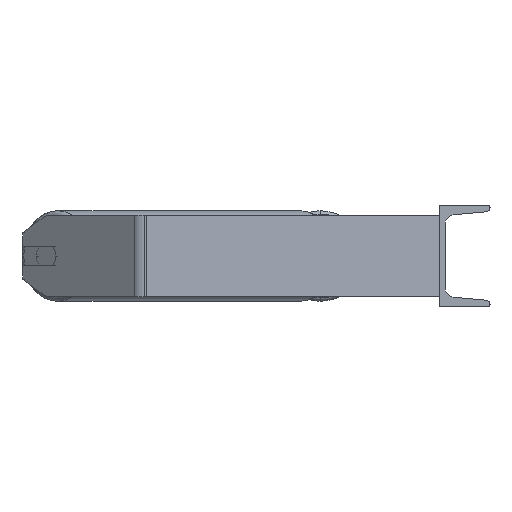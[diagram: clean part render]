
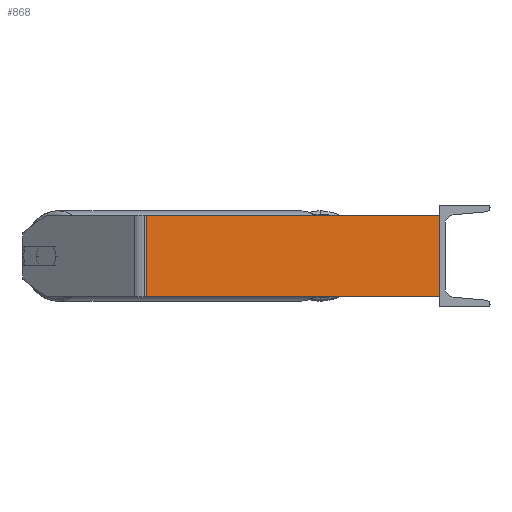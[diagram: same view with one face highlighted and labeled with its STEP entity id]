
A CAD part, left-side view. The second image highlights one B-rep face of the part: STEP entity #868.
In plain terms, the highlighted planar face has unit normal (-0.996, -0.087, 0).
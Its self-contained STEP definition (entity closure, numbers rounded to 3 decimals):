
#252 = CARTESIAN_POINT ( 'NONE',  ( -610.2, 288.041, 40. ) ) ;
#447 = CARTESIAN_POINT ( 'NONE',  ( -585., 0., 40. ) ) ;
#602 = EDGE_CURVE ( 'NONE', #2991, #2078, #3149, .T. ) ;
#812 = CARTESIAN_POINT ( 'NONE',  ( -610.778, 294.643, -40. ) ) ;
#868 = ADVANCED_FACE ( 'NONE', ( #2347 ), #5093, .F. ) ;
#918 = DIRECTION ( 'NONE',  ( -0.087, 0.996, 0. ) ) ;
#1335 = VERTEX_POINT ( 'NONE', #3648 ) ;
#1504 = CARTESIAN_POINT ( 'NONE',  ( -585., 0., -40. ) ) ;
#1517 = ORIENTED_EDGE ( 'NONE', *, *, #602, .F. ) ;
#1526 = ORIENTED_EDGE ( 'NONE', *, *, #2563, .T. ) ;
#1625 = DIRECTION ( 'NONE',  ( 0., 0., -1. ) ) ;
#2078 = VERTEX_POINT ( 'NONE', #6380 ) ;
#2110 = EDGE_CURVE ( 'NONE', #1335, #3415, #7241, .T. ) ;
#2347 = FACE_OUTER_BOUND ( 'NONE', #4730, .T. ) ;
#2511 = DIRECTION ( 'NONE',  ( 0.087, -0.996, 0. ) ) ;
#2563 = EDGE_CURVE ( 'NONE', #2991, #1335, #7225, .T. ) ;
#2605 = ORIENTED_EDGE ( 'NONE', *, *, #2110, .T. ) ;
#2991 = VERTEX_POINT ( 'NONE', #7302 ) ;
#3149 = LINE ( 'NONE', #6087, #5220 ) ;
#3415 = VERTEX_POINT ( 'NONE', #1504 ) ;
#3648 = CARTESIAN_POINT ( 'NONE',  ( -610.2, 288.041, -40. ) ) ;
#4056 = VECTOR ( 'NONE', #1625, 1000. ) ;
#4730 = EDGE_LOOP ( 'NONE', ( #2605, #5297, #1517, #1526 ) ) ;
#4880 = EDGE_CURVE ( 'NONE', #2078, #3415, #8108, .T. ) ;
#5093 = PLANE ( 'NONE',  #8750 ) ;
#5220 = VECTOR ( 'NONE', #2511, 1000. ) ;
#5297 = ORIENTED_EDGE ( 'NONE', *, *, #4880, .F. ) ;
#5684 = DIRECTION ( 'NONE',  ( 0.087, -0.996, 0. ) ) ;
#5932 = CARTESIAN_POINT ( 'NONE',  ( -610.778, 294.643, 40. ) ) ;
#5988 = VECTOR ( 'NONE', #5684, 1000. ) ;
#6087 = CARTESIAN_POINT ( 'NONE',  ( -610.778, 294.643, 40. ) ) ;
#6380 = CARTESIAN_POINT ( 'NONE',  ( -585., 0., 40. ) ) ;
#7225 = LINE ( 'NONE', #252, #4056 ) ;
#7241 = LINE ( 'NONE', #812, #5988 ) ;
#7259 = DIRECTION ( 'NONE',  ( 0.996, 0.087, 0. ) ) ;
#7302 = CARTESIAN_POINT ( 'NONE',  ( -610.2, 288.041, 40. ) ) ;
#7766 = VECTOR ( 'NONE', #8849, 1000. ) ;
#8108 = LINE ( 'NONE', #447, #7766 ) ;
#8750 = AXIS2_PLACEMENT_3D ( 'NONE', #5932, #7259, #918 ) ;
#8849 = DIRECTION ( 'NONE',  ( 0., 0., -1. ) ) ;
